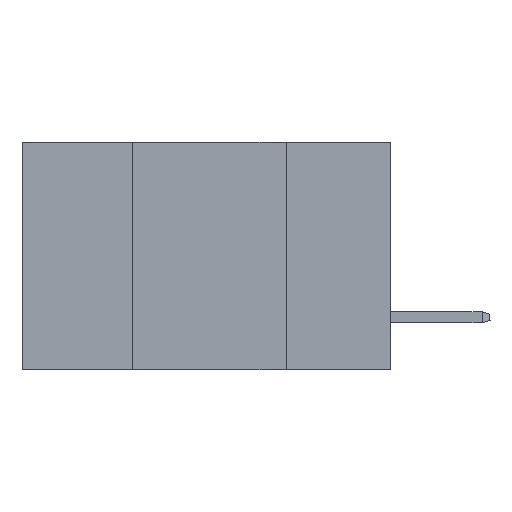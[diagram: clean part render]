
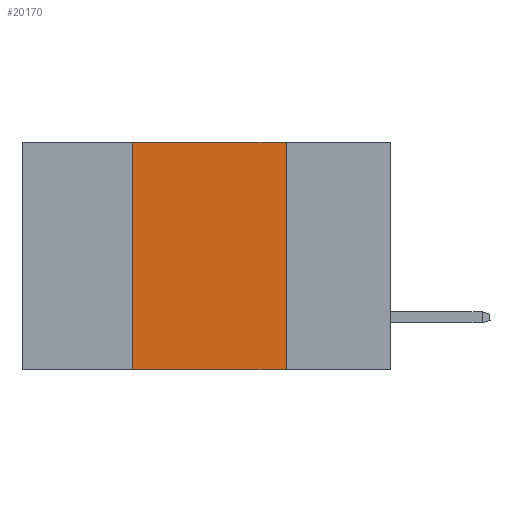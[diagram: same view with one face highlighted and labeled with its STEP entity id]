
A CAD part, left-side view. The second image highlights one B-rep face of the part: STEP entity #20170.
In plain terms, the highlighted planar face has unit normal (-1, 0, 0).
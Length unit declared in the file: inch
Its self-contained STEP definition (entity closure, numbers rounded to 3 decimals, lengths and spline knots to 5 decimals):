
#524 = DIRECTION ( 'NONE',  ( 0., -1., 0. ) ) ;
#1627 = EDGE_CURVE ( 'NONE', #23605, #33845, #31389, .T. ) ;
#2071 = CARTESIAN_POINT ( 'NONE',  ( 0., 0.42, 0. ) ) ;
#3436 = EDGE_CURVE ( 'NONE', #22807, #23605, #14421, .T. ) ;
#3552 = ORIENTED_EDGE ( 'NONE', *, *, #1627, .F. ) ;
#7305 = VECTOR ( 'NONE', #13372, 39.37008 ) ;
#8421 = CARTESIAN_POINT ( 'NONE',  ( 0., 0.17, 0. ) ) ;
#10591 = CARTESIAN_POINT ( 'NONE',  ( 0., 0.42, -0.37 ) ) ;
#12984 = EDGE_CURVE ( 'NONE', #22807, #13298, #20711, .T. ) ;
#13298 = VERTEX_POINT ( 'NONE', #18640 ) ;
#13372 = DIRECTION ( 'NONE',  ( 0., 0., 1. ) ) ;
#14145 = DIRECTION ( 'NONE',  ( 0., 0., -1. ) ) ;
#14421 = LINE ( 'NONE', #2071, #7305 ) ;
#14430 = ORIENTED_EDGE ( 'NONE', *, *, #3436, .F. ) ;
#15183 = CARTESIAN_POINT ( 'NONE',  ( 0., 0.42, 0. ) ) ;
#16719 = EDGE_CURVE ( 'NONE', #33845, #13298, #24911, .T. ) ;
#17428 = CARTESIAN_POINT ( 'NONE',  ( 0., 0.17, 0. ) ) ;
#17544 = EDGE_LOOP ( 'NONE', ( #21676, #3552, #14430, #21566 ) ) ;
#18640 = CARTESIAN_POINT ( 'NONE',  ( 0., 0.17, -0.37 ) ) ;
#20170 = ADVANCED_FACE ( 'NONE', ( #31007 ), #25486, .F. ) ;
#20711 = LINE ( 'NONE', #36367, #21636 ) ;
#21566 = ORIENTED_EDGE ( 'NONE', *, *, #12984, .T. ) ;
#21636 = VECTOR ( 'NONE', #36492, 39.37008 ) ;
#21676 = ORIENTED_EDGE ( 'NONE', *, *, #16719, .F. ) ;
#22807 = VERTEX_POINT ( 'NONE', #10591 ) ;
#23285 = DIRECTION ( 'NONE',  ( 0., 0., -1. ) ) ;
#23605 = VERTEX_POINT ( 'NONE', #15183 ) ;
#24911 = LINE ( 'NONE', #8421, #30244 ) ;
#25486 = PLANE ( 'NONE',  #27943 ) ;
#27438 = VECTOR ( 'NONE', #524, 39.37008 ) ;
#27943 = AXIS2_PLACEMENT_3D ( 'NONE', #36388, #34141, #23285 ) ;
#30244 = VECTOR ( 'NONE', #14145, 39.37008 ) ;
#31007 = FACE_OUTER_BOUND ( 'NONE', #17544, .T. ) ;
#31389 = LINE ( 'NONE', #32260, #27438 ) ;
#32260 = CARTESIAN_POINT ( 'NONE',  ( 0., 0.6, 0. ) ) ;
#33845 = VERTEX_POINT ( 'NONE', #17428 ) ;
#34141 = DIRECTION ( 'NONE',  ( 1., 0., 0. ) ) ;
#36367 = CARTESIAN_POINT ( 'NONE',  ( 0., 0.6, -0.37 ) ) ;
#36388 = CARTESIAN_POINT ( 'NONE',  ( 0., 0.6, 0. ) ) ;
#36492 = DIRECTION ( 'NONE',  ( 0., -1., 0. ) ) ;
